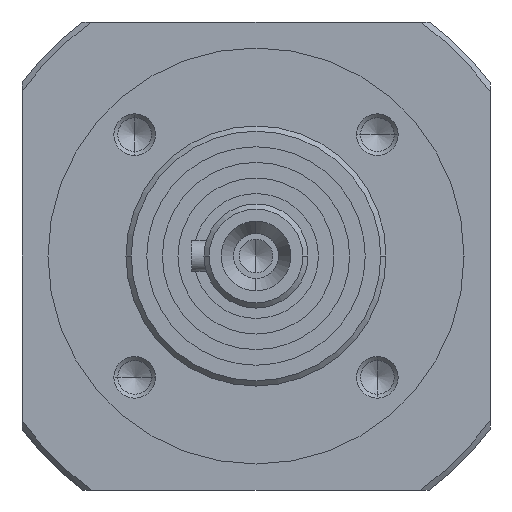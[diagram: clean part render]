
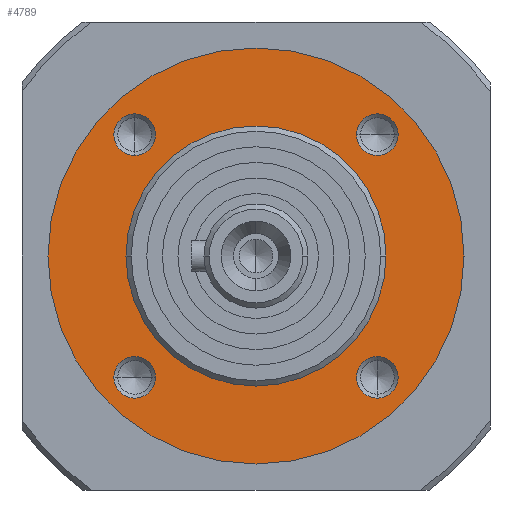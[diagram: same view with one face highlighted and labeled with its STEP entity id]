
A CAD part, left-side view. The second image highlights one B-rep face of the part: STEP entity #4789.
In plain terms, the highlighted planar face has unit normal (-1, 0, 0).
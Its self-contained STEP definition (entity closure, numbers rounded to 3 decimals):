
#655=CARTESIAN_POINT('',(29.,13.667,-11.667));
#656=VERTEX_POINT('',#655);
#672=CARTESIAN_POINT('',(29.,9.667,-11.667));
#673=VERTEX_POINT('',#672);
#680=CARTESIAN_POINT('',(29.,11.667,-11.667));
#681=DIRECTION('',(1.0,0.0,0.0));
#682=DIRECTION('',(0.0,1.0,0.0));
#683=AXIS2_PLACEMENT_3D('',#680,#681,#682);
#684=CIRCLE('',#683,2.);
#685=EDGE_CURVE('',#656,#673,#684,.T.);
#821=CARTESIAN_POINT('',(29.,-11.667,-13.667));
#822=VERTEX_POINT('',#821);
#838=CARTESIAN_POINT('',(29.,-11.667,-9.667));
#839=VERTEX_POINT('',#838);
#846=CARTESIAN_POINT('',(29.,-11.667,-11.667));
#847=DIRECTION('',(1.0,0.0,0.0));
#848=DIRECTION('',(0.0,0.0,-1.0));
#849=AXIS2_PLACEMENT_3D('',#846,#847,#848);
#850=CIRCLE('',#849,2.);
#851=EDGE_CURVE('',#822,#839,#850,.T.);
#987=CARTESIAN_POINT('',(29.,-13.667,11.667));
#988=VERTEX_POINT('',#987);
#1004=CARTESIAN_POINT('',(29.,-9.667,11.667));
#1005=VERTEX_POINT('',#1004);
#1012=CARTESIAN_POINT('',(29.,-11.667,11.667));
#1013=DIRECTION('',(1.0,0.0,0.0));
#1014=DIRECTION('',(0.0,-1.0,0.0));
#1015=AXIS2_PLACEMENT_3D('',#1012,#1013,#1014);
#1016=CIRCLE('',#1015,2.);
#1017=EDGE_CURVE('',#988,#1005,#1016,.T.);
#1153=CARTESIAN_POINT('',(29.,11.667,13.667));
#1154=VERTEX_POINT('',#1153);
#1170=CARTESIAN_POINT('',(29.,11.667,9.667));
#1171=VERTEX_POINT('',#1170);
#1178=CARTESIAN_POINT('',(29.,11.667,11.667));
#1179=DIRECTION('',(1.0,0.0,0.0));
#1180=DIRECTION('',(0.0,0.0,1.0));
#1181=AXIS2_PLACEMENT_3D('',#1178,#1179,#1180);
#1182=CIRCLE('',#1181,2.);
#1183=EDGE_CURVE('',#1154,#1171,#1182,.T.);
#1242=CARTESIAN_POINT('',(29.,20.,0.0));
#1243=VERTEX_POINT('',#1242);
#1252=CARTESIAN_POINT('',(29.,-20.,0.));
#1253=VERTEX_POINT('',#1252);
#1254=CARTESIAN_POINT('',(29.,0.0,0.0));
#1255=DIRECTION('',(1.0,0.0,0.0));
#1256=DIRECTION('',(0.0,1.0,0.0));
#1257=AXIS2_PLACEMENT_3D('',#1254,#1255,#1256);
#1258=CIRCLE('',#1257,20.);
#1259=EDGE_CURVE('',#1243,#1253,#1258,.T.);
#1494=CARTESIAN_POINT('',(29.,12.5,0.0));
#1495=VERTEX_POINT('',#1494);
#1509=CARTESIAN_POINT('',(29.,-12.5,0.));
#1510=VERTEX_POINT('',#1509);
#1517=CARTESIAN_POINT('',(29.,0.0,0.0));
#1518=DIRECTION('',(1.0,0.0,0.0));
#1519=DIRECTION('',(0.0,1.0,0.0));
#1520=AXIS2_PLACEMENT_3D('',#1517,#1518,#1519);
#1521=CIRCLE('',#1520,12.5);
#1522=EDGE_CURVE('',#1495,#1510,#1521,.T.);
#4724=CARTESIAN_POINT('',(29.,10.,0.0));
#4725=DIRECTION('',(-1.0,0.0,0.0));
#4726=DIRECTION('',(0.0,0.0,1.0));
#4727=AXIS2_PLACEMENT_3D('',#4724,#4725,#4726);
#4728=PLANE('',#4727);
#4729=ORIENTED_EDGE('',*,*,#1259,.F.);
#4730=CARTESIAN_POINT('',(29.,0.0,0.0));
#4731=DIRECTION('',(1.0,0.0,0.0));
#4732=DIRECTION('',(0.0,1.0,0.0));
#4733=AXIS2_PLACEMENT_3D('',#4730,#4731,#4732);
#4734=CIRCLE('',#4733,20.);
#4735=EDGE_CURVE('',#1253,#1243,#4734,.T.);
#4736=ORIENTED_EDGE('',*,*,#4735,.F.);
#4737=EDGE_LOOP('',(#4729,#4736));
#4738=FACE_OUTER_BOUND('',#4737,.T.);
#4739=ORIENTED_EDGE('',*,*,#685,.T.);
#4740=CARTESIAN_POINT('',(29.,11.667,-11.667));
#4741=DIRECTION('',(1.0,0.0,0.0));
#4742=DIRECTION('',(0.0,1.0,0.0));
#4743=AXIS2_PLACEMENT_3D('',#4740,#4741,#4742);
#4744=CIRCLE('',#4743,2.);
#4745=EDGE_CURVE('',#673,#656,#4744,.T.);
#4746=ORIENTED_EDGE('',*,*,#4745,.T.);
#4747=EDGE_LOOP('',(#4739,#4746));
#4748=FACE_BOUND('',#4747,.T.);
#4749=ORIENTED_EDGE('',*,*,#851,.T.);
#4750=CARTESIAN_POINT('',(29.,-11.667,-11.667));
#4751=DIRECTION('',(1.0,0.0,0.0));
#4752=DIRECTION('',(0.0,0.0,-1.0));
#4753=AXIS2_PLACEMENT_3D('',#4750,#4751,#4752);
#4754=CIRCLE('',#4753,2.);
#4755=EDGE_CURVE('',#839,#822,#4754,.T.);
#4756=ORIENTED_EDGE('',*,*,#4755,.T.);
#4757=EDGE_LOOP('',(#4749,#4756));
#4758=FACE_BOUND('',#4757,.T.);
#4759=ORIENTED_EDGE('',*,*,#1017,.T.);
#4760=CARTESIAN_POINT('',(29.,-11.667,11.667));
#4761=DIRECTION('',(1.0,0.0,0.0));
#4762=DIRECTION('',(0.0,-1.0,0.0));
#4763=AXIS2_PLACEMENT_3D('',#4760,#4761,#4762);
#4764=CIRCLE('',#4763,2.);
#4765=EDGE_CURVE('',#1005,#988,#4764,.T.);
#4766=ORIENTED_EDGE('',*,*,#4765,.T.);
#4767=EDGE_LOOP('',(#4759,#4766));
#4768=FACE_BOUND('',#4767,.T.);
#4769=ORIENTED_EDGE('',*,*,#1183,.T.);
#4770=CARTESIAN_POINT('',(29.,11.667,11.667));
#4771=DIRECTION('',(1.0,0.0,0.0));
#4772=DIRECTION('',(0.0,0.0,1.0));
#4773=AXIS2_PLACEMENT_3D('',#4770,#4771,#4772);
#4774=CIRCLE('',#4773,2.);
#4775=EDGE_CURVE('',#1171,#1154,#4774,.T.);
#4776=ORIENTED_EDGE('',*,*,#4775,.T.);
#4777=EDGE_LOOP('',(#4769,#4776));
#4778=FACE_BOUND('',#4777,.T.);
#4779=ORIENTED_EDGE('',*,*,#1522,.T.);
#4780=CARTESIAN_POINT('',(29.,0.0,0.0));
#4781=DIRECTION('',(1.0,0.0,0.0));
#4782=DIRECTION('',(0.0,1.0,0.0));
#4783=AXIS2_PLACEMENT_3D('',#4780,#4781,#4782);
#4784=CIRCLE('',#4783,12.5);
#4785=EDGE_CURVE('',#1510,#1495,#4784,.T.);
#4786=ORIENTED_EDGE('',*,*,#4785,.T.);
#4787=EDGE_LOOP('',(#4779,#4786));
#4788=FACE_BOUND('',#4787,.T.);
#4789=ADVANCED_FACE('',(#4738,#4748,#4758,#4768,#4778,#4788),#4728,.T.);
